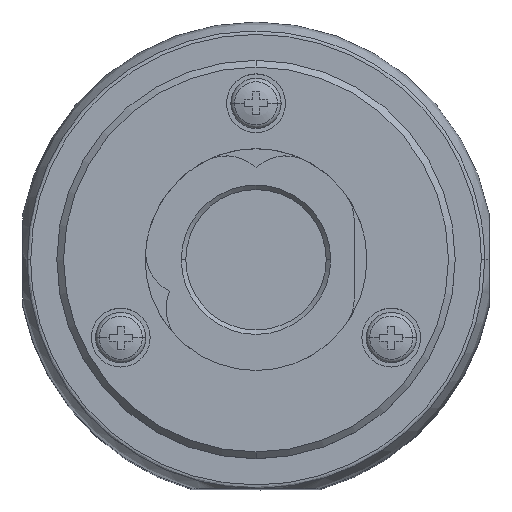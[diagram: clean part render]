
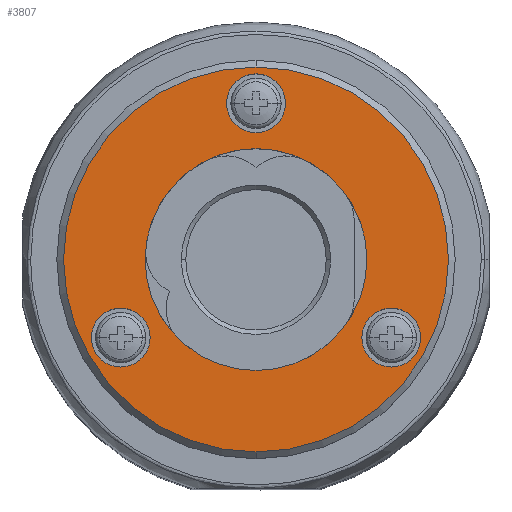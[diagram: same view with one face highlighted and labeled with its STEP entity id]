
A CAD part, top view. The second image highlights one B-rep face of the part: STEP entity #3807.
In plain terms, the highlighted planar face has unit normal (0, 0, 1).
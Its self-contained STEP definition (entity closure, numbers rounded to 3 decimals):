
#1=CARTESIAN_POINT('',(0.,0.,
0.));
#2=DIRECTION('',(0.,0.,1.));
#3=DIRECTION('',(0.,1.,0.));
#4=AXIS2_PLACEMENT_3D('',#1,#2,#3);
#6=CARTESIAN_POINT('',(0.,0.,0.));
#7=DIRECTION('',(0.,0.,1.));
#8=DIRECTION('',(0.,-1.,0.));
#9=AXIS2_PLACEMENT_3D('',#6,#7,#8);
#11=CARTESIAN_POINT('',(0.,0.,0.));
#12=DIRECTION('',(0.,0.,-1.));
#13=DIRECTION('',(-1.,0.,0.));
#14=AXIS2_PLACEMENT_3D('',#11,#12,#13);
#16=CARTESIAN_POINT('',(0.,0.,0.));
#17=DIRECTION('',(0.,0.,-1.));
#18=DIRECTION('',(1.,0.,0.));
#19=AXIS2_PLACEMENT_3D('',#16,#17,#18);
#21=CARTESIAN_POINT('',(0.,17.25,0.));
#22=DIRECTION('',(0.,0.,1.));
#23=DIRECTION('',(-1.,0.,0.));
#24=AXIS2_PLACEMENT_3D('',#21,#22,#23);
#26=CARTESIAN_POINT('',(0.,17.25,0.));
#27=DIRECTION('',(0.,0.,1.));
#28=DIRECTION('',(1.,0.,0.));
#29=AXIS2_PLACEMENT_3D('',#26,#27,#28);
#31=CARTESIAN_POINT('',(-14.939,-8.625,0.));
#32=DIRECTION('',(0.,0.,1.));
#33=DIRECTION('',(0.5,-0.866,0.));
#34=AXIS2_PLACEMENT_3D('',#31,#32,#33);
#36=CARTESIAN_POINT('',(-14.939,-8.625,0.));
#37=DIRECTION('',(0.,0.,1.));
#38=DIRECTION('',(-0.5,0.866,0.));
#39=AXIS2_PLACEMENT_3D('',#36,#37,#38);
#41=CARTESIAN_POINT('',(14.939,-8.625,0.));
#42=DIRECTION('',(0.,0.,1.));
#43=DIRECTION('',(0.5,0.866,0.));
#44=AXIS2_PLACEMENT_3D('',#41,#42,#43);
#46=CARTESIAN_POINT('',(14.939,-8.625,0.));
#47=DIRECTION('',(0.,0.,1.));
#48=DIRECTION('',(-0.5,-0.866,0.));
#49=AXIS2_PLACEMENT_3D('',#46,#47,#48);
#3058=CARTESIAN_POINT('',(-12.25,0.,0.));
#3059=CARTESIAN_POINT('',(12.25,0.,0.));
#3060=VERTEX_POINT('',#3058);
#3061=VERTEX_POINT('',#3059);
#3156=CARTESIAN_POINT('',(-3.25,17.25,0.));
#3157=CARTESIAN_POINT('',(3.25,17.25,0.));
#3158=VERTEX_POINT('',#3156);
#3159=VERTEX_POINT('',#3157);
#3172=CARTESIAN_POINT('',(-13.314,-11.44,0.));
#3173=CARTESIAN_POINT('',(-16.564,-5.81,0.));
#3174=VERTEX_POINT('',#3172);
#3175=VERTEX_POINT('',#3173);
#3180=CARTESIAN_POINT('',(16.564,-5.81,0.));
#3181=CARTESIAN_POINT('',(13.314,-11.44,0.));
#3182=VERTEX_POINT('',#3180);
#3183=VERTEX_POINT('',#3181);
#3188=CARTESIAN_POINT('',(0.,21.25,0.));
#3189=CARTESIAN_POINT('',(0.,-21.25,0.));
#3190=VERTEX_POINT('',#3188);
#3191=VERTEX_POINT('',#3189);
#3772=CARTESIAN_POINT('',(0.,0.,0.));
#3773=DIRECTION('',(0.,0.,-1.));
#3774=DIRECTION('',(-1.,0.,0.));
#3775=AXIS2_PLACEMENT_3D('',#3772,#3773,#3774);
#3776=PLANE('',#3775);
#3778=ORIENTED_EDGE('',*,*,#3777,.F.);
#3780=ORIENTED_EDGE('',*,*,#3779,.F.);
#3781=EDGE_LOOP('',(#3778,#3780));
#3782=FACE_OUTER_BOUND('',#3781,.F.);
#3784=ORIENTED_EDGE('',*,*,#3783,.F.);
#3786=ORIENTED_EDGE('',*,*,#3785,.F.);
#3787=EDGE_LOOP('',(#3784,#3786));
#3788=FACE_BOUND('',#3787,.F.);
#3790=ORIENTED_EDGE('',*,*,#3789,.T.);
#3792=ORIENTED_EDGE('',*,*,#3791,.T.);
#3793=EDGE_LOOP('',(#3790,#3792));
#3794=FACE_BOUND('',#3793,.F.);
#3796=ORIENTED_EDGE('',*,*,#3795,.T.);
#3798=ORIENTED_EDGE('',*,*,#3797,.T.);
#3799=EDGE_LOOP('',(#3796,#3798));
#3800=FACE_BOUND('',#3799,.F.);
#3802=ORIENTED_EDGE('',*,*,#3801,.T.);
#3804=ORIENTED_EDGE('',*,*,#3803,.T.);
#3805=EDGE_LOOP('',(#3802,#3804));
#3806=FACE_BOUND('',#3805,.F.);
#3807=ADVANCED_FACE('',(#3782,#3788,#3794,#3800,#3806),#3776,.F.);
#5=CIRCLE('',#4,21.25);
#10=CIRCLE('',#9,21.25);
#15=CIRCLE('',#14,12.25);
#20=CIRCLE('',#19,12.25);
#25=CIRCLE('',#24,3.25);
#30=CIRCLE('',#29,3.25);
#35=CIRCLE('',#34,3.25);
#40=CIRCLE('',#39,3.25);
#45=CIRCLE('',#44,3.25);
#50=CIRCLE('',#49,3.25);
#3777=EDGE_CURVE('',#3190,#3191,#5,.T.);
#3779=EDGE_CURVE('',#3191,#3190,#10,.T.);
#3783=EDGE_CURVE('',#3060,#3061,#15,.T.);
#3785=EDGE_CURVE('',#3061,#3060,#20,.T.);
#3789=EDGE_CURVE('',#3158,#3159,#25,.T.);
#3791=EDGE_CURVE('',#3159,#3158,#30,.T.);
#3795=EDGE_CURVE('',#3174,#3175,#35,.T.);
#3797=EDGE_CURVE('',#3175,#3174,#40,.T.);
#3801=EDGE_CURVE('',#3182,#3183,#45,.T.);
#3803=EDGE_CURVE('',#3183,#3182,#50,.T.);
